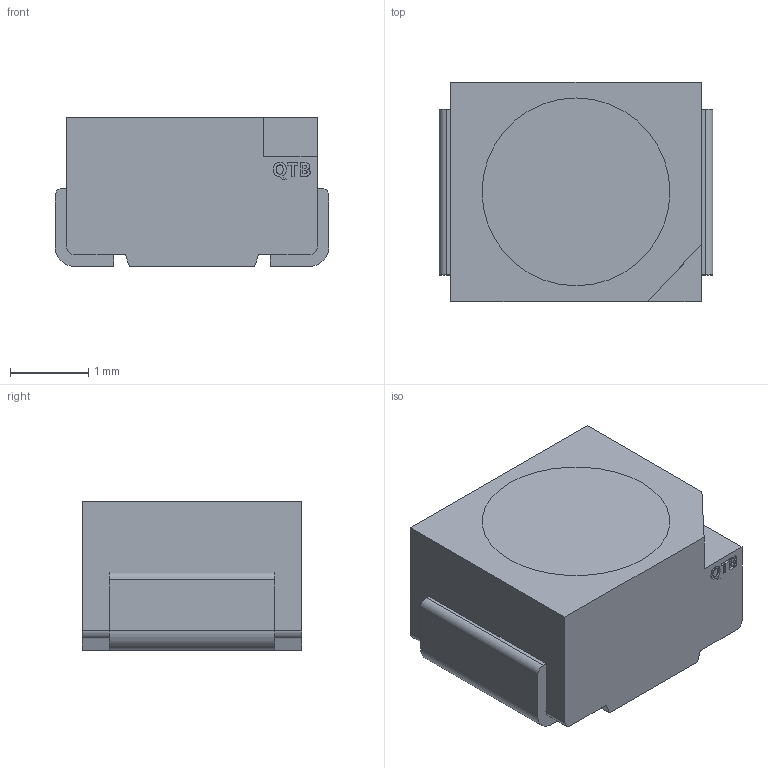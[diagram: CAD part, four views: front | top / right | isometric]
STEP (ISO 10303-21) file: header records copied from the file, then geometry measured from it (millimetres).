
FILE_DESCRIPTION(/* description */ (''),/* implementation_level */ '2;1');
FILE_NAME(/* name */ '5fab10a52bee000e7d63b586',/* time_stamp */ '2020-11-10T22:13:58+00:00',/* author */ (''),/* organization */ (''),/* preprocessor_version */ 'ST-DEVELOPER v16.7',/* originating_system */ $,/* authorisation */ $);
FILE_SCHEMA (('AUTOMOTIVE_DESIGN {1 0 10303 214 3 1 1}'));
Length unit declared in the file: metre
Products named in the file (4): QBLP670; Part 3; Part 1; Part 2
Assembly tree (3 placements, depth 2):
  QBLP670
    Part 3
    Part 1
    Part 2
Bounding box: 3.5 x 2.8 x 1.9 mm (x, y, z)
Volume: 17.1 mm3; surface area: 95.1 mm2
Topology: 3 solids, 3 shells, 103 faces, 267 edges, 178 vertices
Faces by surface type: plane 62, bspline 29, cylinder 10, cone 2
Full cylindrical faces by diameter (mm): 0.5 x1, 1 x1
Entity records: 3312 total; most frequent: CARTESIAN_POINT 867, ORIENTED_EDGE 526, DIRECTION 385, EDGE_CURVE 263, LINE 181, VECTOR 181, VERTEX_POINT 178, EDGE_LOOP 119
